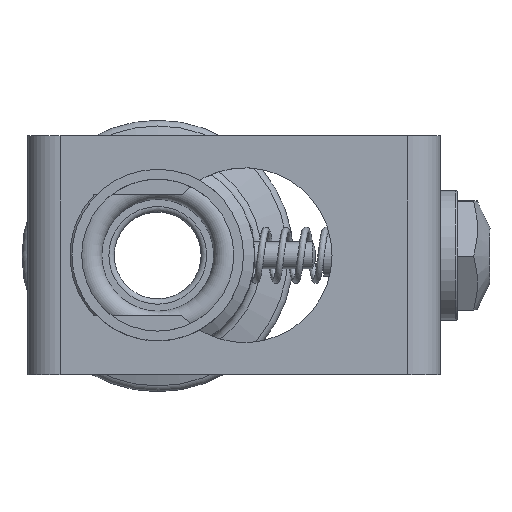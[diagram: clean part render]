
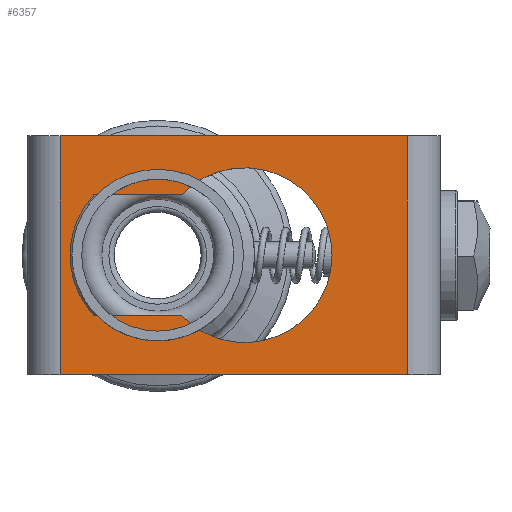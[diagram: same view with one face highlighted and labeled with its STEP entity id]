
A CAD part, top view. The second image highlights one B-rep face of the part: STEP entity #6357.
In plain terms, the highlighted planar face has unit normal (0, 0, 1).
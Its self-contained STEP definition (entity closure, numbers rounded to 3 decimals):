
#83=FACE_BOUND('',#1314,.T.);
#609=PLANE('',#6754);
#938=FACE_OUTER_BOUND('',#1313,.T.);
#1313=EDGE_LOOP('',(#5552,#5553,#5554,#5555));
#1314=EDGE_LOOP('',(#5556,#5557,#5558,#5559));
#1732=LINE('',#15987,#2175);
#1738=LINE('',#16019,#2181);
#1743=LINE('',#16032,#2186);
#1756=LINE('',#16074,#2199);
#1759=LINE('',#16083,#2202);
#1762=LINE('',#16090,#2205);
#2175=VECTOR('',#7809,10.);
#2181=VECTOR('',#7833,10.);
#2186=VECTOR('',#7844,10.);
#2199=VECTOR('',#7895,10.);
#2202=VECTOR('',#7904,10.);
#2205=VECTOR('',#7913,10.);
#2379=CIRCLE('',#6749,8.05);
#2380=CIRCLE('',#6752,8.083);
#2928=VERTEX_POINT('',#15984);
#2929=VERTEX_POINT('',#15986);
#2937=VERTEX_POINT('',#16016);
#2938=VERTEX_POINT('',#16018);
#2954=VERTEX_POINT('',#16076);
#2955=VERTEX_POINT('',#16078);
#2956=VERTEX_POINT('',#16082);
#2957=VERTEX_POINT('',#16086);
#3779=EDGE_CURVE('',#2929,#2928,#1732,.T.);
#3792=EDGE_CURVE('',#2938,#2937,#1738,.T.);
#3799=EDGE_CURVE('',#2937,#2929,#1743,.T.);
#3820=EDGE_CURVE('',#2928,#2938,#1756,.T.);
#3822=EDGE_CURVE('',#2955,#2954,#2379,.T.);
#3824=EDGE_CURVE('',#2956,#2955,#1759,.T.);
#3826=EDGE_CURVE('',#2957,#2956,#2380,.T.);
#3828=EDGE_CURVE('',#2954,#2957,#1762,.T.);
#5552=ORIENTED_EDGE('',*,*,#3799,.T.);
#5553=ORIENTED_EDGE('',*,*,#3779,.T.);
#5554=ORIENTED_EDGE('',*,*,#3820,.T.);
#5555=ORIENTED_EDGE('',*,*,#3792,.T.);
#5556=ORIENTED_EDGE('',*,*,#3822,.T.);
#5557=ORIENTED_EDGE('',*,*,#3828,.T.);
#5558=ORIENTED_EDGE('',*,*,#3826,.T.);
#5559=ORIENTED_EDGE('',*,*,#3824,.T.);
#6357=ADVANCED_FACE('',(#938,#83),#609,.F.);
#6749=AXIS2_PLACEMENT_3D('',#16079,#7899,#7900);
#6752=AXIS2_PLACEMENT_3D('',#16087,#7908,#7909);
#6754=AXIS2_PLACEMENT_3D('',#16091,#7914,#7915);
#7809=DIRECTION('',(1.,0.,0.));
#7833=DIRECTION('',(-1.,0.,0.));
#7844=DIRECTION('',(0.,-1.,0.));
#7895=DIRECTION('',(0.,1.,0.));
#7899=DIRECTION('center_axis',(0.,0.,-1.));
#7900=DIRECTION('ref_axis',(0.724,-0.689,0.));
#7904=DIRECTION('',(1.,0.,0.));
#7908=DIRECTION('center_axis',(0.,0.,-1.));
#7909=DIRECTION('ref_axis',(0.727,0.687,0.));
#7913=DIRECTION('',(-1.,0.,0.));
#7914=DIRECTION('center_axis',(0.,0.,-1.));
#7915=DIRECTION('ref_axis',(0.,1.,0.));
#15984=CARTESIAN_POINT('',(23.,-11.,-6.5));
#15986=CARTESIAN_POINT('',(-9.,-11.,-6.5));
#15987=CARTESIAN_POINT('',(-12.,-11.,-6.5));
#16016=CARTESIAN_POINT('',(-9.,11.,-6.5));
#16018=CARTESIAN_POINT('',(23.,11.,-6.5));
#16019=CARTESIAN_POINT('',(26.,11.,-6.5));
#16032=CARTESIAN_POINT('',(-9.,-5.5,-6.5));
#16074=CARTESIAN_POINT('',(23.,-5.5,-6.5));
#16076=CARTESIAN_POINT('',(2.169,-5.55,-6.5));
#16078=CARTESIAN_POINT('',(2.169,5.55,-6.5));
#16079=CARTESIAN_POINT('Origin',(8.,0.,
-6.5));
#16082=CARTESIAN_POINT('',(-5.876,5.55,-6.5));
#16083=CARTESIAN_POINT('',(4.585,5.55,-6.5));
#16086=CARTESIAN_POINT('',(-5.876,-5.55,-6.5));
#16087=CARTESIAN_POINT('Origin',(0.,0.,-6.5));
#16090=CARTESIAN_POINT('',(0.562,-5.55,-6.5));
#16091=CARTESIAN_POINT('Origin',(7.,0.,
-6.5));
